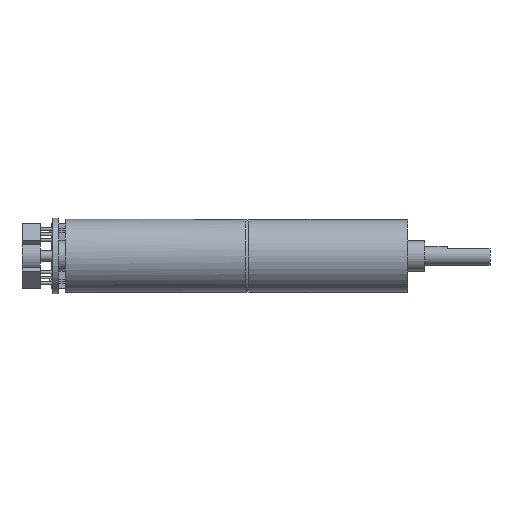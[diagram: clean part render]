
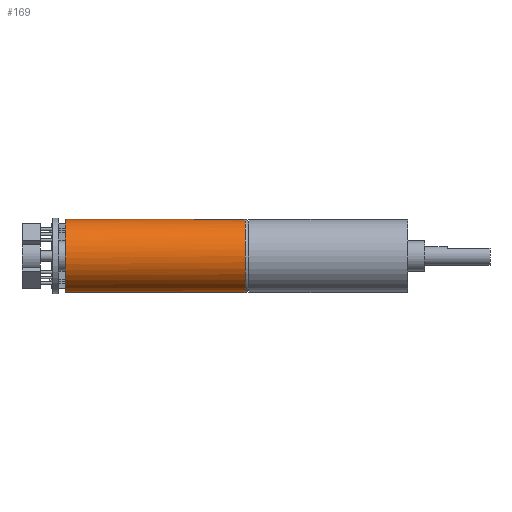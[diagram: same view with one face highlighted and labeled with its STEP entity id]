
A CAD part, left-side view. The second image highlights one B-rep face of the part: STEP entity #169.
In plain terms, the highlighted cylindrical face has radius 6 mm (diameter 12 mm), a full revolution.
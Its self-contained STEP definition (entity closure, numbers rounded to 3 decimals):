
#169 = ADVANCED_FACE( '', ( #398, #399 ), #400, .T. );
#398 = FACE_OUTER_BOUND( '', #727, .T. );
#399 = FACE_OUTER_BOUND( '', #728, .T. );
#400 = CYLINDRICAL_SURFACE( '', #729, 6. );
#727 = EDGE_LOOP( '', ( #1187, #1188, #1189, #1190 ) );
#728 = EDGE_LOOP( '', ( #1191 ) );
#729 = AXIS2_PLACEMENT_3D( '', #1192, #1193, #1194 );
#1187 = ORIENTED_EDGE( '', *, *, #1785, .T. );
#1188 = ORIENTED_EDGE( '', *, *, #1779, .T. );
#1189 = ORIENTED_EDGE( '', *, *, #1684, .T. );
#1190 = ORIENTED_EDGE( '', *, *, #1715, .T. );
#1191 = ORIENTED_EDGE( '', *, *, #1786, .F. );
#1192 = CARTESIAN_POINT( '', ( 0., 44., 0. ) );
#1193 = DIRECTION( '', ( 0., 1., 0. ) );
#1194 = DIRECTION( '', ( 0., 0., -1. ) );
#1684 = EDGE_CURVE( '', #1968, #1969, #1970, .T. );
#1715 = EDGE_CURVE( '', #1969, #2021, #2022, .T. );
#1779 = EDGE_CURVE( '', #2123, #1968, #2124, .T. );
#1785 = EDGE_CURVE( '', #2021, #2123, #2130, .T. );
#1786 = EDGE_CURVE( '', #2131, #2131, #2132, .T. );
#1968 = VERTEX_POINT( '', #2384 );
#1969 = VERTEX_POINT( '', #2385 );
#1970 = CIRCLE( '', #2386, 6. );
#2021 = VERTEX_POINT( '', #2461 );
#2022 = CIRCLE( '', #2462, 6. );
#2123 = VERTEX_POINT( '', #2598 );
#2124 = CIRCLE( '', #2599, 6. );
#2130 = CIRCLE( '', #2608, 6. );
#2131 = VERTEX_POINT( '', #2609 );
#2132 = CIRCLE( '', #2610, 6. );
#2384 = CARTESIAN_POINT( '', ( 4.3, 56., 4.185 ) );
#2385 = CARTESIAN_POINT( '', ( 4.006, 56., 4.467 ) );
#2386 = AXIS2_PLACEMENT_3D( '', #2868, #2869, #2870 );
#2461 = CARTESIAN_POINT( '', ( 4.006, 56., -4.467 ) );
#2462 = AXIS2_PLACEMENT_3D( '', #2898, #2899, #2900 );
#2598 = CARTESIAN_POINT( '', ( 4.3, 56., -4.185 ) );
#2599 = AXIS2_PLACEMENT_3D( '', #2969, #2970, #2971 );
#2608 = AXIS2_PLACEMENT_3D( '', #2975, #2976, #2977 );
#2609 = CARTESIAN_POINT( '', ( 0., 26.6, -6. ) );
#2610 = AXIS2_PLACEMENT_3D( '', #2978, #2979, #2980 );
#2868 = CARTESIAN_POINT( '', ( 0., 56., 0. ) );
#2869 = DIRECTION( '', ( 0., -1., 0. ) );
#2870 = DIRECTION( '', ( 0., 0., -1. ) );
#2898 = CARTESIAN_POINT( '', ( 0., 56., 0. ) );
#2899 = DIRECTION( '', ( 0., -1., 0. ) );
#2900 = DIRECTION( '', ( 0., 0., -1. ) );
#2969 = CARTESIAN_POINT( '', ( 0., 56., 0. ) );
#2970 = DIRECTION( '', ( 0., -1., 0. ) );
#2971 = DIRECTION( '', ( 0., 0., -1. ) );
#2975 = CARTESIAN_POINT( '', ( 0., 56., 0. ) );
#2976 = DIRECTION( '', ( 0., -1., 0. ) );
#2977 = DIRECTION( '', ( 0., 0., -1. ) );
#2978 = CARTESIAN_POINT( '', ( 0., 26.6, 0. ) );
#2979 = DIRECTION( '', ( 0., -1., 0. ) );
#2980 = DIRECTION( '', ( 0., 0., -1. ) );
